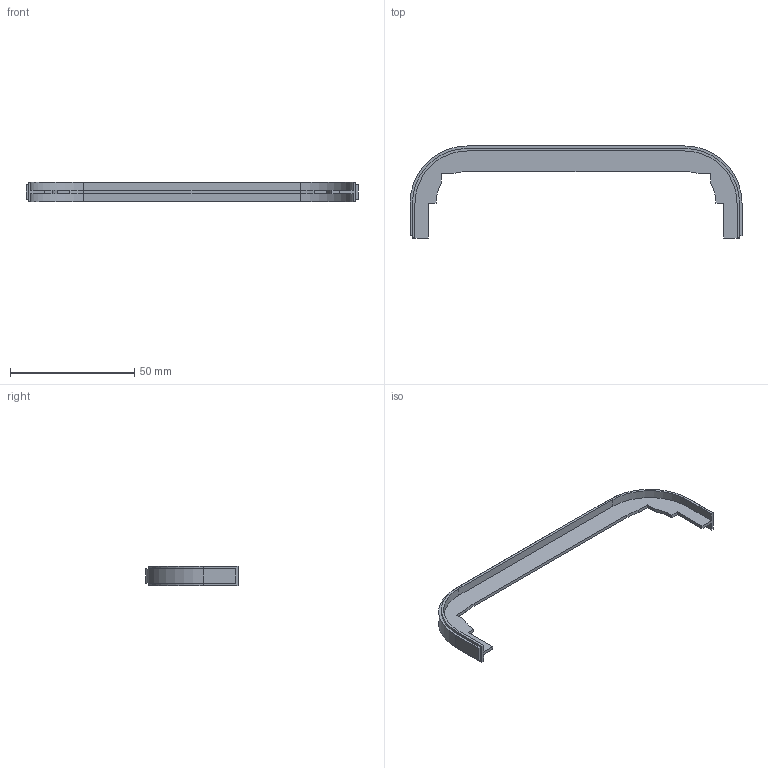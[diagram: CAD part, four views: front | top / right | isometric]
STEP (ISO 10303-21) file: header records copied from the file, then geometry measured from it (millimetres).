
FILE_DESCRIPTION(/* description */ ('STEP AP214'),/* implementation_level */ '2;1');
FILE_NAME(/* name */ '1025960.stp',/* time_stamp */ '2024-06-06T13:49:27+02:00',/* author */ ('Bo'),/* organization */ ('CADENAS'),/* preprocessor_version */ 'ST-DEVELOPER v20',/* originating_system */ 'Autodesk Inventor 2025',/* authorisation */ ' ');
FILE_SCHEMA (('AUTOMOTIVE_DESIGN { 1 0 10303 214 3 1 1 }'));
Length unit declared in the file: millimetre
Products named in the file (1): 1025960
Bounding box: 133.5 x 37 x 8 mm (x, y, z)
Volume: 4245.1 mm3; surface area: 6283.7 mm2
Topology: 1 solids, 1 shells, 46 faces, 132 edges, 88 vertices
Faces by surface type: plane 32, cylinder 14
Entity records: 1556 total; most frequent: CARTESIAN_POINT 267, ORIENTED_EDGE 264, DIRECTION 254, EDGE_CURVE 132, LINE 104, VECTOR 104, VERTEX_POINT 88, AXIS2_PLACEMENT_3D 75
